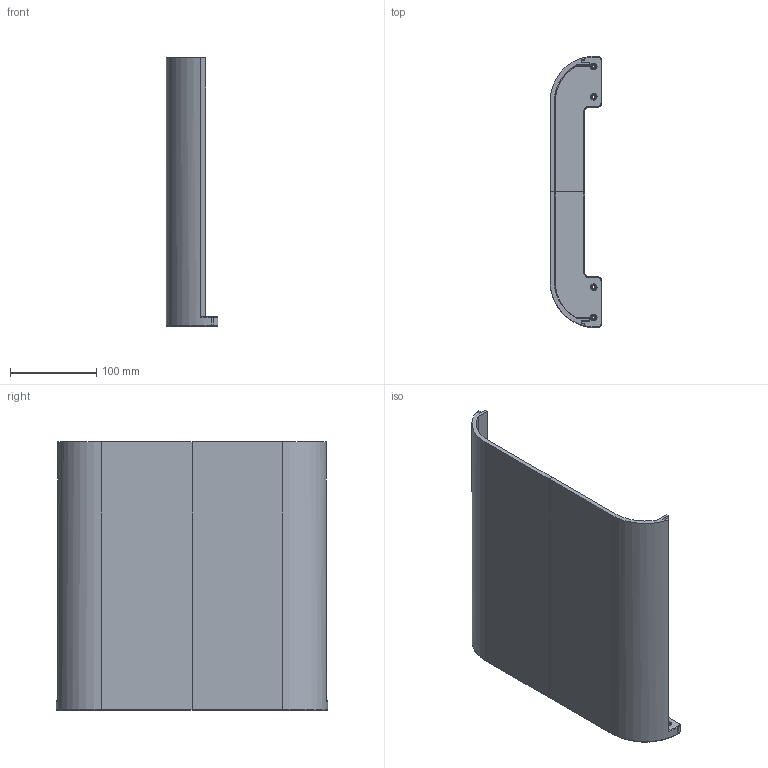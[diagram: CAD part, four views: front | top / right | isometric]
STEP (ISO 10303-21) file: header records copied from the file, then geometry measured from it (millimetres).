
FILE_DESCRIPTION (( 'STEP AP203' ), '1' );
FILE_NAME ('enclosure_base.step', '2016-02-29T21:22:56', ( '' ), ( '' ), 'SwSTEP 2.0', 'SolidWorks 2015', '' );
FILE_SCHEMA (( 'CONFIG_CONTROL_DESIGN' ));
Length unit declared in the file: millimetre
Products named in the file (1): enclosure_base
Bounding box: 60 x 315.01 x 311 mm (x, y, z)
Volume: 678027.4 mm3; surface area: 261268.5 mm2
Topology: 2 solids, 2 shells, 110 faces, 272 edges, 170 vertices
Faces by surface type: cylinder 48, plane 36, torus 26
Entity records: 3401 total; most frequent: DIRECTION 628, CARTESIAN_POINT 589, ORIENTED_EDGE 544, EDGE_CURVE 272, AXIS2_PLACEMENT_3D 249, VERTEX_POINT 170, CIRCLE 138, LINE 130
